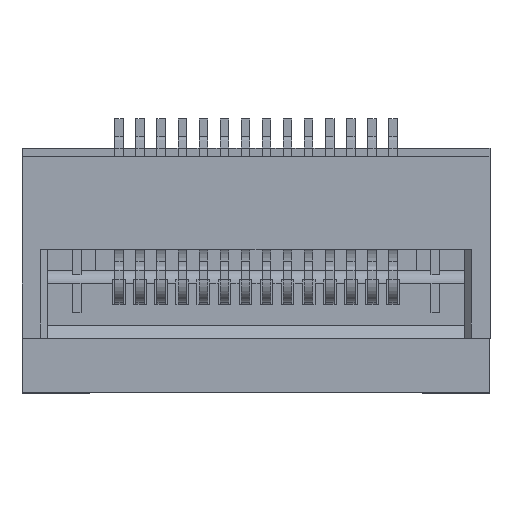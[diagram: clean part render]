
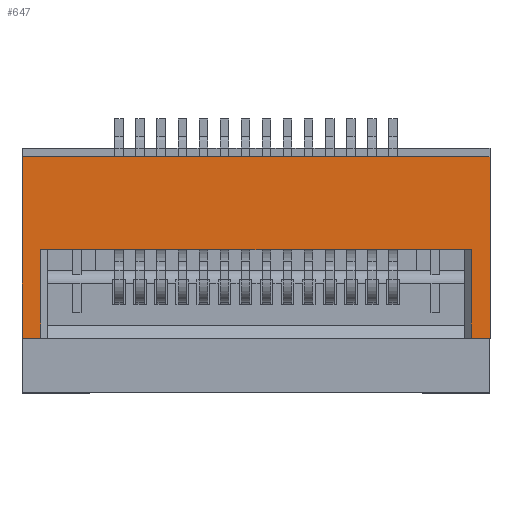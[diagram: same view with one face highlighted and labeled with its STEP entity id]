
A CAD part, top view. The second image highlights one B-rep face of the part: STEP entity #647.
In plain terms, the highlighted planar face has unit normal (0, 0, 1).
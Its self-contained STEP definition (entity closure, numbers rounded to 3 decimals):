
#647 = ADVANCED_FACE( '', ( #1425 ), #1426, .T. );
#1425 = FACE_OUTER_BOUND( '', #2408, .T. );
#1426 = PLANE( '', #2409 );
#2408 = EDGE_LOOP( '', ( #3929, #3930, #3931, #3932, #3933, #3934, #3935, #3936 ) );
#2409 = AXIS2_PLACEMENT_3D( '', #3937, #3938, #3939 );
#3929 = ORIENTED_EDGE( '', *, *, #7202, .T. );
#3930 = ORIENTED_EDGE( '', *, *, #7203, .F. );
#3931 = ORIENTED_EDGE( '', *, *, #7204, .F. );
#3932 = ORIENTED_EDGE( '', *, *, #7205, .F. );
#3933 = ORIENTED_EDGE( '', *, *, #7206, .T. );
#3934 = ORIENTED_EDGE( '', *, *, #7207, .T. );
#3935 = ORIENTED_EDGE( '', *, *, #7208, .T. );
#3936 = ORIENTED_EDGE( '', *, *, #7209, .F. );
#3937 = CARTESIAN_POINT( '', ( 5.55, -2.25, 1.1 ) );
#3938 = DIRECTION( '', ( 0., 0., 1. ) );
#3939 = DIRECTION( '', ( 1., 0., 0. ) );
#7202 = EDGE_CURVE( '', #9001, #9002, #9003, .T. );
#7203 = EDGE_CURVE( '', #9004, #9002, #9005, .T. );
#7204 = EDGE_CURVE( '', #9006, #9004, #9007, .T. );
#7205 = EDGE_CURVE( '', #9008, #9006, #9009, .T. );
#7206 = EDGE_CURVE( '', #9008, #9010, #9011, .T. );
#7207 = EDGE_CURVE( '', #9010, #9012, #9013, .T. );
#7208 = EDGE_CURVE( '', #9012, #9014, #9015, .T. );
#7209 = EDGE_CURVE( '', #9001, #9014, #9016, .T. );
#9001 = VERTEX_POINT( '', #11506 );
#9002 = VERTEX_POINT( '', #11507 );
#9003 = LINE( '', #11508, #11509 );
#9004 = VERTEX_POINT( '', #11510 );
#9005 = LINE( '', #11511, #11512 );
#9006 = VERTEX_POINT( '', #11513 );
#9007 = LINE( '', #11514, #11515 );
#9008 = VERTEX_POINT( '', #11516 );
#9009 = LINE( '', #11517, #11518 );
#9010 = VERTEX_POINT( '', #11519 );
#9011 = LINE( '', #11520, #11521 );
#9012 = VERTEX_POINT( '', #11522 );
#9013 = LINE( '', #11523, #11524 );
#9014 = VERTEX_POINT( '', #11525 );
#9015 = LINE( '', #11526, #11527 );
#9016 = LINE( '', #11528, #11529 );
#11506 = CARTESIAN_POINT( '', ( 5.55, -2.25, 1.1 ) );
#11507 = CARTESIAN_POINT( '', ( 5.55, 2.05, 1.1 ) );
#11508 = CARTESIAN_POINT( '', ( 5.55, -2.25, 1.1 ) );
#11509 = VECTOR( '', #13882, 1000. );
#11510 = CARTESIAN_POINT( '', ( -5.55, 2.05, 1.1 ) );
#11511 = CARTESIAN_POINT( '', ( -6.628, 2.05, 1.1 ) );
#11512 = VECTOR( '', #13883, 1000. );
#11513 = CARTESIAN_POINT( '', ( -5.55, -2.25, 1.1 ) );
#11514 = CARTESIAN_POINT( '', ( -5.55, -2.25, 1.1 ) );
#11515 = VECTOR( '', #13884, 1000. );
#11516 = CARTESIAN_POINT( '', ( -5.1, -2.25, 1.1 ) );
#11517 = CARTESIAN_POINT( '', ( 5.55, -2.25, 1.1 ) );
#11518 = VECTOR( '', #13885, 1000. );
#11519 = CARTESIAN_POINT( '', ( -5.1, -0.15, 1.1 ) );
#11520 = CARTESIAN_POINT( '', ( -5.1, -2.25, 1.1 ) );
#11521 = VECTOR( '', #13886, 1000. );
#11522 = CARTESIAN_POINT( '', ( 5.1, -0.15, 1.1 ) );
#11523 = CARTESIAN_POINT( '', ( 3.8, -0.15, 1.1 ) );
#11524 = VECTOR( '', #13887, 1000. );
#11525 = CARTESIAN_POINT( '', ( 5.1, -2.25, 1.1 ) );
#11526 = CARTESIAN_POINT( '', ( 5.1, -2.25, 1.1 ) );
#11527 = VECTOR( '', #13888, 1000. );
#11528 = CARTESIAN_POINT( '', ( 5.55, -2.25, 1.1 ) );
#11529 = VECTOR( '', #13889, 1000. );
#13882 = DIRECTION( '', ( 0., 1., 0. ) );
#13883 = DIRECTION( '', ( 1., 0., 0. ) );
#13884 = DIRECTION( '', ( 0., 1., 0. ) );
#13885 = DIRECTION( '', ( -1., 0., 0. ) );
#13886 = DIRECTION( '', ( 0., 1., 0. ) );
#13887 = DIRECTION( '', ( 1., 0., 0. ) );
#13888 = DIRECTION( '', ( 0., -1., 0. ) );
#13889 = DIRECTION( '', ( -1., 0., 0. ) );
